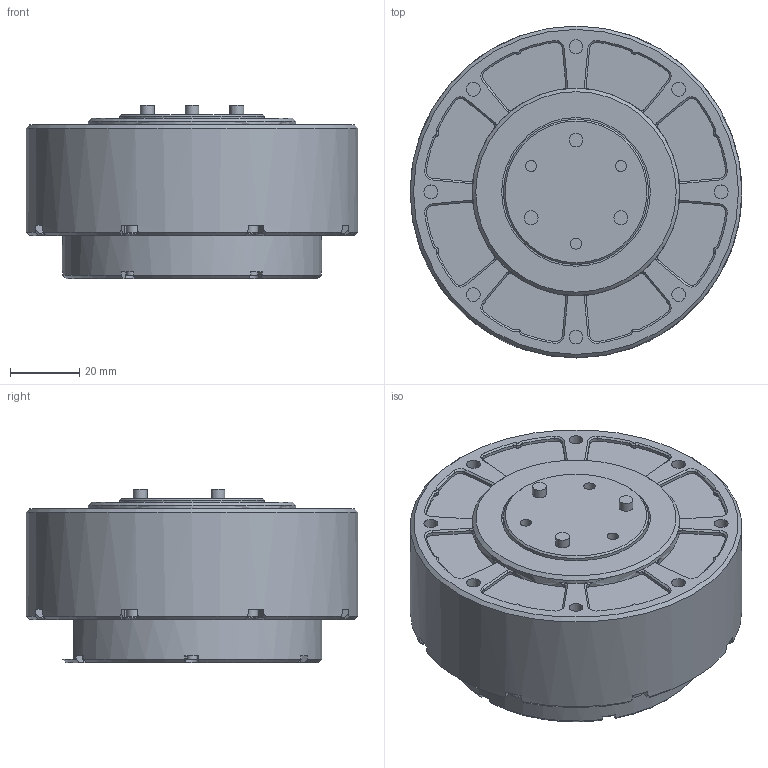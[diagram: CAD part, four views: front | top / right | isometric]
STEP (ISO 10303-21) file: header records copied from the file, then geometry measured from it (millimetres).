
FILE_DESCRIPTION(/* description */ (''),/* implementation_level */ '2;1');
FILE_NAME(/* name */ 'Motor MIT.step',/* time_stamp */ '2024-01-24T16:55:45-03:00',/* author */ (''),/* organization */ (''),/* preprocessor_version */ 'ST-DEVELOPER v20',/* originating_system */ 'Autodesk Translation Framework v12.14.0.127',/* authorisation */ '');
FILE_SCHEMA (('AUTOMOTIVE_DESIGN { 1 0 10303 214 3 1 1 }'));
Length unit declared in the file: millimetre
Products named in the file (1): Motor MIT
Bounding box: 96 x 96 x 50.2 mm (x, y, z)
Volume: 286137.7 mm3; surface area: 30394.3 mm2
Topology: 1 solids, 1 shells, 535 faces, 1259 edges, 781 vertices
Faces by surface type: cylinder 187, plane 175, cone 157, bspline 16
Full cylindrical faces by diameter (mm): 3 x6, 3.242 x3, 4 x27, 42 x1, 43 x1, 60 x1, 96 x1
Entity records: 15638 total; most frequent: CARTESIAN_POINT 2962, DIRECTION 2863, ORIENTED_EDGE 2518, EDGE_CURVE 1259, AXIS2_PLACEMENT_3D 1154, VERTEX_POINT 781, CIRCLE 634, EDGE_LOOP 590
